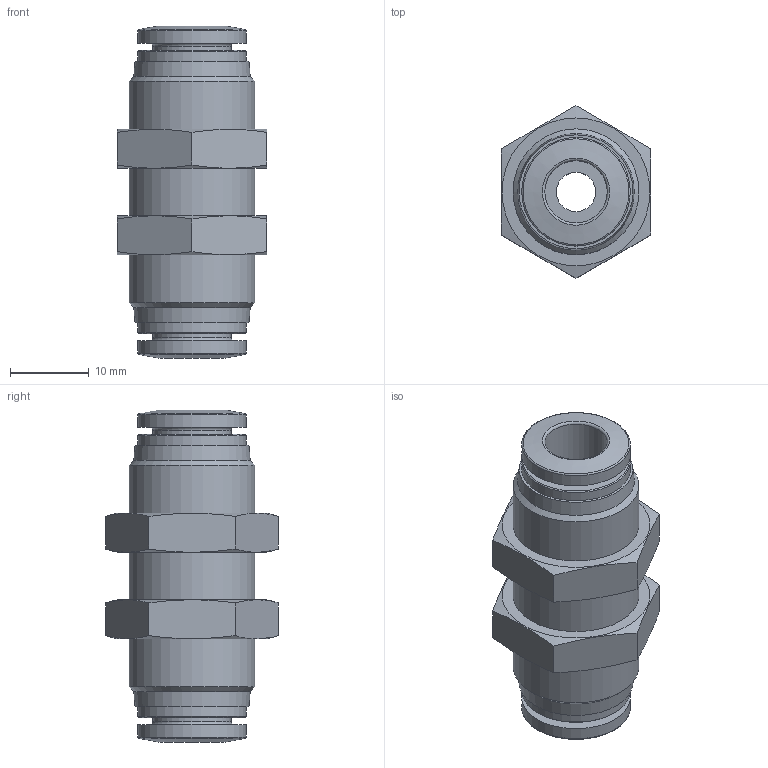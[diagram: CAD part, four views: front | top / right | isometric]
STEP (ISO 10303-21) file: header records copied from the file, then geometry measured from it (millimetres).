
FILE_DESCRIPTION(/* description */ ('STEP AP214'),/* implementation_level */ '2;1');
FILE_NAME(/* name */ '564751_QBS-5_16T-U',/* time_stamp */ '2024-09-14T04:15:54+02:00',/* author */ ('License CC BY-ND 4.0'),/* organization */ ('CADENAS'),/* preprocessor_version */ 'ST-DEVELOPER v19.3',/* originating_system */ 'PARTsolutions',/* authorisation */ ' ');
FILE_SCHEMA (('AUTOMOTIVE_DESIGN {1 0 10303 214 3 1 1}'));
Length unit declared in the file: millimetre
Products named in the file (3): 564751 QBS-5/16T-U; 564751 QBS-5/16T-U-1; 348988 SPZ-25-P-A M16X1-5-19
Assembly tree (3 placements, depth 2):
  564751 QBS-5/16T-U
    564751 QBS-5/16T-U-1
    348988 SPZ-25-P-A M16X1-5-19  x2
Bounding box: 19 x 21.94 x 42.2 mm (x, y, z)
Volume: 7108.5 mm3; surface area: 5141 mm2
Topology: 3 solids, 3 shells, 58 faces, 119 edges, 73 vertices
Faces by surface type: plane 24, cone 16, cylinder 12, torus 6
Full cylindrical faces by diameter (mm): 5 x1, 7.938 x2, 9.938 x2, 13.8 x2, 13.81 x2, 14.917 x2, 16 x1
Entity records: 1305 total; most frequent: CARTESIAN_POINT 203, DIRECTION 180, ORIENTED_EDGE 112, AXIS2_PLACEMENT_3D 87, EDGE_LOOP 84, FACE_BOUND 84, EDGE_CURVE 56, VERTEX_POINT 50
